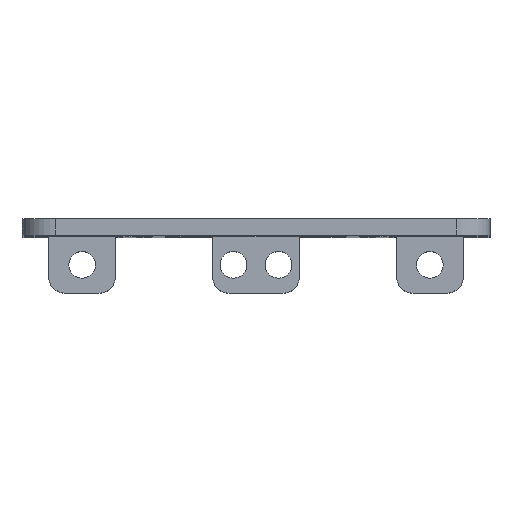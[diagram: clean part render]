
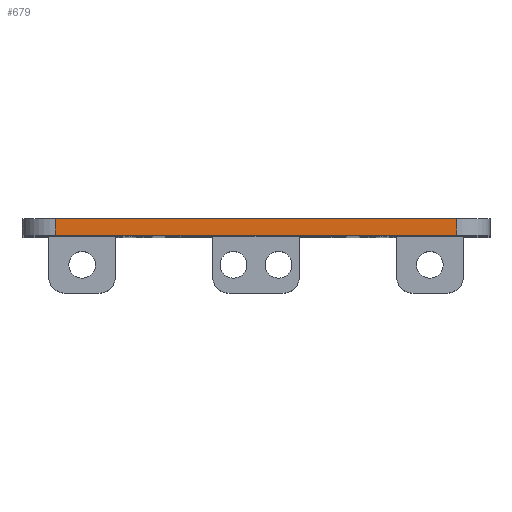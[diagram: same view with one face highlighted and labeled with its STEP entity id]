
A CAD part, top view. The second image highlights one B-rep face of the part: STEP entity #679.
In plain terms, the highlighted planar face has unit normal (0, 0, 1).
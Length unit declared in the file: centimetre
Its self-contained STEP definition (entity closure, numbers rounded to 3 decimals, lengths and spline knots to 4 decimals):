
#268 = FACE_OUTER_BOUND ( 'NONE', #4195, .T. ) ;
#290 = CARTESIAN_POINT ( 'NONE',  ( 6., 0.5, 19. ) ) ;
#548 = ORIENTED_EDGE ( 'NONE', *, *, #3045, .T. ) ;
#670 = VECTOR ( 'NONE', #6635, 100. ) ;
#679 = ADVANCED_FACE ( 'NONE', ( #268 ), #2871, .F. ) ;
#940 = CARTESIAN_POINT ( 'NONE',  ( -6., 0., 19. ) ) ;
#1129 = VERTEX_POINT ( 'NONE', #4722 ) ;
#1182 = LINE ( 'NONE', #3111, #4864 ) ;
#1375 = ORIENTED_EDGE ( 'NONE', *, *, #6315, .T. ) ;
#1515 = AXIS2_PLACEMENT_3D ( 'NONE', #7328, #4089, #5498 ) ;
#2258 = CARTESIAN_POINT ( 'NONE',  ( -7., 0.5, 19. ) ) ;
#2708 = CARTESIAN_POINT ( 'NONE',  ( 6., 0.5, 19. ) ) ;
#2847 = ORIENTED_EDGE ( 'NONE', *, *, #5225, .T. ) ;
#2871 = PLANE ( 'NONE',  #1515 ) ;
#3045 = EDGE_CURVE ( 'NONE', #8238, #1129, #1182, .T. ) ;
#3111 = CARTESIAN_POINT ( 'NONE',  ( -7., 0., 19. ) ) ;
#3508 = VERTEX_POINT ( 'NONE', #2708 ) ;
#3645 = VECTOR ( 'NONE', #4398, 100. ) ;
#3845 = DIRECTION ( 'NONE',  ( 1., 0., 0. ) ) ;
#4007 = CARTESIAN_POINT ( 'NONE',  ( -6., 0.5, 19. ) ) ;
#4089 = DIRECTION ( 'NONE',  ( 0., 0., -1. ) ) ;
#4195 = EDGE_LOOP ( 'NONE', ( #5628, #2847, #548, #1375 ) ) ;
#4196 = VERTEX_POINT ( 'NONE', #4007 ) ;
#4398 = DIRECTION ( 'NONE',  ( 0., 1., 0. ) ) ;
#4722 = CARTESIAN_POINT ( 'NONE',  ( 6., 0., 19. ) ) ;
#4864 = VECTOR ( 'NONE', #3845, 100. ) ;
#5225 = EDGE_CURVE ( 'NONE', #4196, #8238, #7993, .T. ) ;
#5315 = CARTESIAN_POINT ( 'NONE',  ( -6., 0.5, 19. ) ) ;
#5498 = DIRECTION ( 'NONE',  ( -1., 0., 0. ) ) ;
#5531 = DIRECTION ( 'NONE',  ( 1., 0., 0. ) ) ;
#5628 = ORIENTED_EDGE ( 'NONE', *, *, #5713, .F. ) ;
#5713 = EDGE_CURVE ( 'NONE', #4196, #3508, #7166, .T. ) ;
#5991 = VECTOR ( 'NONE', #5531, 100. ) ;
#6162 = LINE ( 'NONE', #290, #3645 ) ;
#6315 = EDGE_CURVE ( 'NONE', #1129, #3508, #6162, .T. ) ;
#6635 = DIRECTION ( 'NONE',  ( 0., -1., 0. ) ) ;
#7166 = LINE ( 'NONE', #2258, #5991 ) ;
#7328 = CARTESIAN_POINT ( 'NONE',  ( -7., 0.5, 19. ) ) ;
#7993 = LINE ( 'NONE', #5315, #670 ) ;
#8238 = VERTEX_POINT ( 'NONE', #940 ) ;
